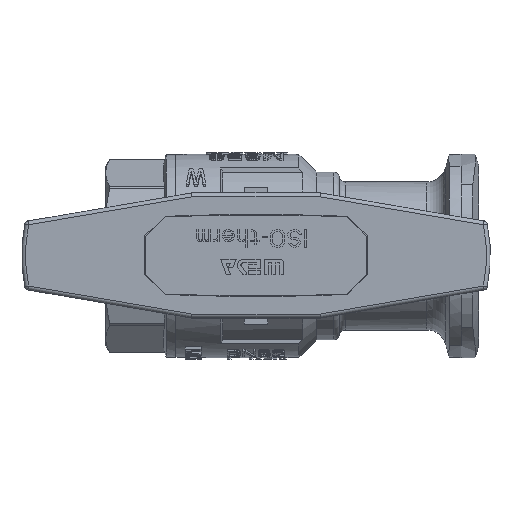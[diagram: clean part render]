
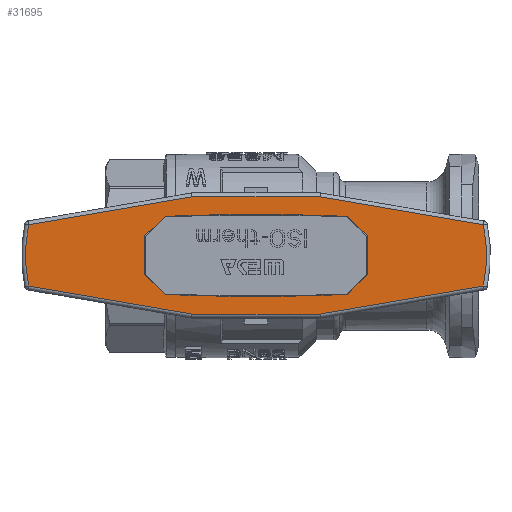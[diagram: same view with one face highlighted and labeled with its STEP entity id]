
A CAD part, top view. The second image highlights one B-rep face of the part: STEP entity #31695.
In plain terms, the highlighted face is planar.
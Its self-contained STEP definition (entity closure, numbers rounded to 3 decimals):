
#2451=LINE('',#62033,#4941);
#2457=LINE('',#62063,#4947);
#2488=LINE('',#62155,#4978);
#2495=LINE('',#62182,#4985);
#2497=LINE('',#62187,#4987);
#2526=LINE('',#62297,#5016);
#2528=LINE('',#62301,#5018);
#2530=LINE('',#62305,#5020);
#2533=LINE('',#62315,#5023);
#2535=LINE('',#62319,#5025);
#2536=LINE('',#62321,#5026);
#2537=LINE('',#62323,#5027);
#4941=VECTOR('',#42321,1000.);
#4947=VECTOR('',#42359,1000.);
#4978=VECTOR('',#42454,1000.);
#4985=VECTOR('',#42491,1000.);
#4987=VECTOR('',#42497,1000.);
#5016=VECTOR('',#42622,1000.);
#5018=VECTOR('',#42626,1000.);
#5020=VECTOR('',#42630,1000.);
#5023=VECTOR('',#42643,1000.);
#5025=VECTOR('',#42647,1000.);
#5026=VECTOR('',#42650,1000.);
#5027=VECTOR('',#42653,1000.);
#12969=ORIENTED_EDGE('',*,*,#19020,.F.);
#12970=ORIENTED_EDGE('',*,*,#19018,.F.);
#12971=ORIENTED_EDGE('',*,*,#19014,.F.);
#12972=ORIENTED_EDGE('',*,*,#18991,.F.);
#12973=ORIENTED_EDGE('',*,*,#19016,.F.);
#12974=ORIENTED_EDGE('',*,*,#19013,.F.);
#12975=ORIENTED_EDGE('',*,*,#19011,.F.);
#12976=ORIENTED_EDGE('',*,*,#19009,.F.);
#12977=ORIENTED_EDGE('',*,*,#19004,.F.);
#12978=ORIENTED_EDGE('',*,*,#18987,.F.);
#12979=ORIENTED_EDGE('',*,*,#19007,.F.);
#12980=ORIENTED_EDGE('',*,*,#19021,.F.);
#12981=ORIENTED_EDGE('',*,*,#18955,.F.);
#12982=ORIENTED_EDGE('',*,*,#18952,.T.);
#12983=ORIENTED_EDGE('',*,*,#18942,.T.);
#12984=ORIENTED_EDGE('',*,*,#18938,.T.);
#12985=ORIENTED_EDGE('',*,*,#19022,.F.);
#12986=ORIENTED_EDGE('',*,*,#18892,.T.);
#12987=ORIENTED_EDGE('',*,*,#18889,.T.);
#12988=ORIENTED_EDGE('',*,*,#18877,.T.);
#18877=EDGE_CURVE('',#22564,#22566,#2451,.T.);
#18889=EDGE_CURVE('',#22573,#22564,#24993,.T.);
#18892=EDGE_CURVE('',#22575,#22573,#2457,.T.);
#18938=EDGE_CURVE('',#22602,#22603,#2488,.T.);
#18942=EDGE_CURVE('',#22596,#22602,#25011,.T.);
#18952=EDGE_CURVE('',#22609,#22596,#2495,.T.);
#18955=EDGE_CURVE('',#22609,#22566,#2497,.T.);
#18987=EDGE_CURVE('',#22625,#22626,#25027,.T.);
#18991=EDGE_CURVE('',#22629,#22630,#25029,.T.);
#19004=EDGE_CURVE('',#22626,#22640,#25035,.T.);
#19007=EDGE_CURVE('',#22641,#22625,#25036,.T.);
#19009=EDGE_CURVE('',#22640,#22642,#2526,.T.);
#19011=EDGE_CURVE('',#22642,#22643,#2528,.T.);
#19013=EDGE_CURVE('',#22643,#22644,#2530,.T.);
#19014=EDGE_CURVE('',#22630,#22645,#25037,.T.);
#19016=EDGE_CURVE('',#22644,#22629,#25038,.T.);
#19018=EDGE_CURVE('',#22645,#22646,#2533,.T.);
#19020=EDGE_CURVE('',#22646,#22647,#2535,.T.);
#19021=EDGE_CURVE('',#22647,#22641,#2536,.T.);
#19022=EDGE_CURVE('',#22575,#22603,#2537,.T.);
#22564=VERTEX_POINT('',#62028);
#22566=VERTEX_POINT('',#62032);
#22573=VERTEX_POINT('',#62056);
#22575=VERTEX_POINT('',#62064);
#22596=VERTEX_POINT('',#62137);
#22602=VERTEX_POINT('',#62152);
#22603=VERTEX_POINT('',#62154);
#22609=VERTEX_POINT('',#62183);
#22625=VERTEX_POINT('',#62252);
#22626=VERTEX_POINT('',#62254);
#22629=VERTEX_POINT('',#62260);
#22630=VERTEX_POINT('',#62262);
#22640=VERTEX_POINT('',#62288);
#22641=VERTEX_POINT('',#62292);
#22642=VERTEX_POINT('',#62296);
#22643=VERTEX_POINT('',#62300);
#22644=VERTEX_POINT('',#62304);
#22645=VERTEX_POINT('',#62308);
#22646=VERTEX_POINT('',#62314);
#22647=VERTEX_POINT('',#62318);
#24993=CIRCLE('',#35023,40.25);
#25011=CIRCLE('',#35065,40.25);
#25027=CIRCLE('',#35110,10.5);
#25029=CIRCLE('',#35112,10.5);
#25035=CIRCLE('',#35121,544.6);
#25036=CIRCLE('',#35123,544.6);
#25037=CIRCLE('',#35128,544.6);
#25038=CIRCLE('',#35130,544.6);
#26560=EDGE_LOOP('',(#12969,#12970,#12971,#12972,#12973,#12974,#12975,#12976,
#12977,#12978,#12979,#12980));
#26561=EDGE_LOOP('',(#12981,#12982,#12983,#12984,#12985,#12986,#12987,#12988));
#28520=FACE_BOUND('',#26560,.T.);
#28521=FACE_BOUND('',#26561,.T.);
#30033=PLANE('',#35134);
#31695=ADVANCED_FACE('',(#28520,#28521),#30033,.T.);
#35023=AXIS2_PLACEMENT_3D('',#62057,#42349,#42350);
#35065=AXIS2_PLACEMENT_3D('',#62162,#42465,#42466);
#35110=AXIS2_PLACEMENT_3D('',#62253,#42580,#42581);
#35112=AXIS2_PLACEMENT_3D('',#62261,#42586,#42587);
#35121=AXIS2_PLACEMENT_3D('',#62287,#42611,#42612);
#35123=AXIS2_PLACEMENT_3D('',#62293,#42617,#42618);
#35128=AXIS2_PLACEMENT_3D('',#62307,#42633,#42634);
#35130=AXIS2_PLACEMENT_3D('',#62311,#42638,#42639);
#35134=AXIS2_PLACEMENT_3D('',#62322,#42651,#42652);
#42321=DIRECTION('',(0.986,0.169,0.));
#42349=DIRECTION('',(0.,0.,-1.));
#42350=DIRECTION('',(-0.981,-0.195,0.));
#42359=DIRECTION('',(-0.986,0.169,0.));
#42454=DIRECTION('',(-0.986,-0.169,0.));
#42465=DIRECTION('',(0.,0.,-1.));
#42466=DIRECTION('',(0.981,0.195,0.));
#42491=DIRECTION('',(0.986,-0.169,0.));
#42497=DIRECTION('',(-1.,0.,0.));
#42580=DIRECTION('',(0.,0.,-1.));
#42581=DIRECTION('',(-0.034,0.999,0.));
#42586=DIRECTION('',(0.,0.,-1.));
#42587=DIRECTION('',(0.034,-0.999,0.));
#42611=DIRECTION('',(0.,0.,-1.));
#42612=DIRECTION('',(0.001,1.,0.));
#42617=DIRECTION('',(0.,0.,-1.));
#42618=DIRECTION('',(-0.043,0.999,0.));
#42622=DIRECTION('',(0.728,-0.686,0.));
#42626=DIRECTION('',(0.,-1.,0.));
#42630=DIRECTION('',(-0.728,-0.686,0.));
#42633=DIRECTION('',(0.,0.,-1.));
#42634=DIRECTION('',(-0.001,-1.,0.));
#42638=DIRECTION('',(0.,0.,-1.));
#42639=DIRECTION('',(0.043,-0.999,0.));
#42643=DIRECTION('',(-0.728,0.686,0.));
#42647=DIRECTION('',(0.,1.,0.));
#42650=DIRECTION('',(0.728,0.686,0.));
#42651=DIRECTION('',(0.,0.,-1.));
#42652=DIRECTION('',(-1.,0.,0.));
#42653=DIRECTION('',(1.,0.,0.));
#62028=CARTESIAN_POINT('',(-58.231,7.83,0.));
#62032=CARTESIAN_POINT('',(-16.415,15.,0.));
#62033=CARTESIAN_POINT('',(-58.231,7.83,0.));
#62056=CARTESIAN_POINT('',(-58.231,-7.83,0.));
#62057=CARTESIAN_POINT('',(-18.75,0.,0.));
#62063=CARTESIAN_POINT('',(-16.415,-15.,0.));
#62064=CARTESIAN_POINT('',(-16.415,-15.,0.));
#62137=CARTESIAN_POINT('',(58.231,7.83,0.));
#62152=CARTESIAN_POINT('',(58.231,-7.83,0.));
#62154=CARTESIAN_POINT('',(16.415,-15.,0.));
#62155=CARTESIAN_POINT('',(58.231,-7.83,0.));
#62162=CARTESIAN_POINT('',(18.75,0.,0.));
#62182=CARTESIAN_POINT('',(16.415,15.,0.));
#62183=CARTESIAN_POINT('',(16.415,15.,0.));
#62187=CARTESIAN_POINT('',(16.415,15.,0.));
#62252=CARTESIAN_POINT('',(-0.353,10.494,0.));
#62253=CARTESIAN_POINT('',(0.,0.,0.));
#62254=CARTESIAN_POINT('',(0.353,10.494,0.));
#62260=CARTESIAN_POINT('',(0.353,-10.494,0.));
#62261=CARTESIAN_POINT('',(0.,0.,0.));
#62262=CARTESIAN_POINT('',(-0.353,-10.494,0.));
#62287=CARTESIAN_POINT('',(0.,-534.106,0.));
#62288=CARTESIAN_POINT('',(23.195,10.,0.));
#62292=CARTESIAN_POINT('',(-23.195,10.,0.));
#62293=CARTESIAN_POINT('',(0.,-534.106,0.));
#62296=CARTESIAN_POINT('',(28.5,5.,0.));
#62297=CARTESIAN_POINT('',(23.195,10.,0.));
#62300=CARTESIAN_POINT('',(28.5,-5.,0.));
#62301=CARTESIAN_POINT('',(28.5,5.,0.));
#62304=CARTESIAN_POINT('',(23.195,-10.,0.));
#62305=CARTESIAN_POINT('',(28.5,-5.,0.));
#62307=CARTESIAN_POINT('',(0.,534.106,0.));
#62308=CARTESIAN_POINT('',(-23.195,-10.,0.));
#62311=CARTESIAN_POINT('',(0.,534.106,0.));
#62314=CARTESIAN_POINT('',(-28.5,-5.,0.));
#62315=CARTESIAN_POINT('',(-23.195,-10.,0.));
#62318=CARTESIAN_POINT('',(-28.5,5.,0.));
#62319=CARTESIAN_POINT('',(-28.5,-5.,0.));
#62321=CARTESIAN_POINT('',(-28.5,5.,0.));
#62322=CARTESIAN_POINT('',(60.,-16.,0.));
#62323=CARTESIAN_POINT('',(-16.415,-15.,0.));
